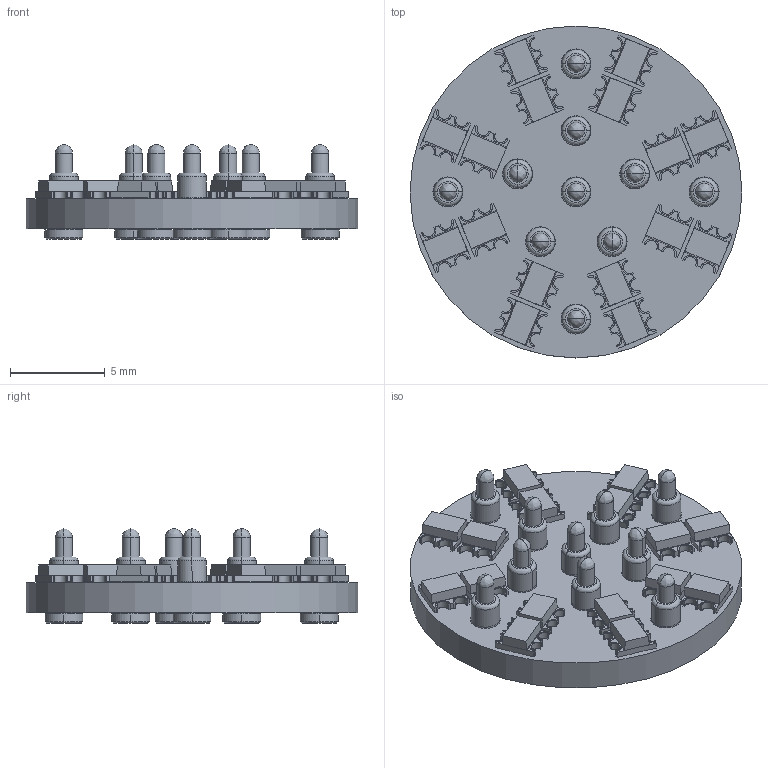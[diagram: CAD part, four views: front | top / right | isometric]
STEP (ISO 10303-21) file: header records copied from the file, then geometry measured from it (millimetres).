
FILE_DESCRIPTION(('KiCad electronic assembly'),'2;1');
FILE_NAME('HiltConnector.step','2022-03-30T14:26:30',('Pcbnew'),('Kicad' ),'Open CASCADE STEP processor 7.6','KiCad to STEP converter', 'Unknown');
FILE_SCHEMA(('AUTOMOTIVE_DESIGN { 1 0 10303 214 1 1 1 1 }'));
Length unit declared in the file: millimetre
Products named in the file (6): HiltConnector 1; p70-1010045; SOLID; WS2812-2020_v2; HiltConnector PCB
Assembly tree (29 placements, depth 3):
  HiltConnector 1
    p70-1010045  x10
      SOLID
    WS2812-2020_v2  x16
      SOLID
    HiltConnector PCB
Bounding box: 17.5 x 17.5 x 5 mm (x, y, z)
Volume: 473.1 mm3; surface area: 1136.5 mm2
Topology: 27 solids, 43 shells, 1189 faces, 2929 edges, 1788 vertices
Faces by surface type: bspline 1176, cylinder 11, plane 2
Full cylindrical faces by diameter (mm): 1.58 x10, 17.5 x1
Entity records: 6238 total; most frequent: CARTESIAN_POINT 2439, B_SPLINE_CURVE_WITH_KNOTS 470, ORIENTED_EDGE 454, PCURVE 454, DEFINITIONAL_REPRESENTATION 454, EDGE_CURVE 227, SURFACE_CURVE 212, DIRECTION 207
